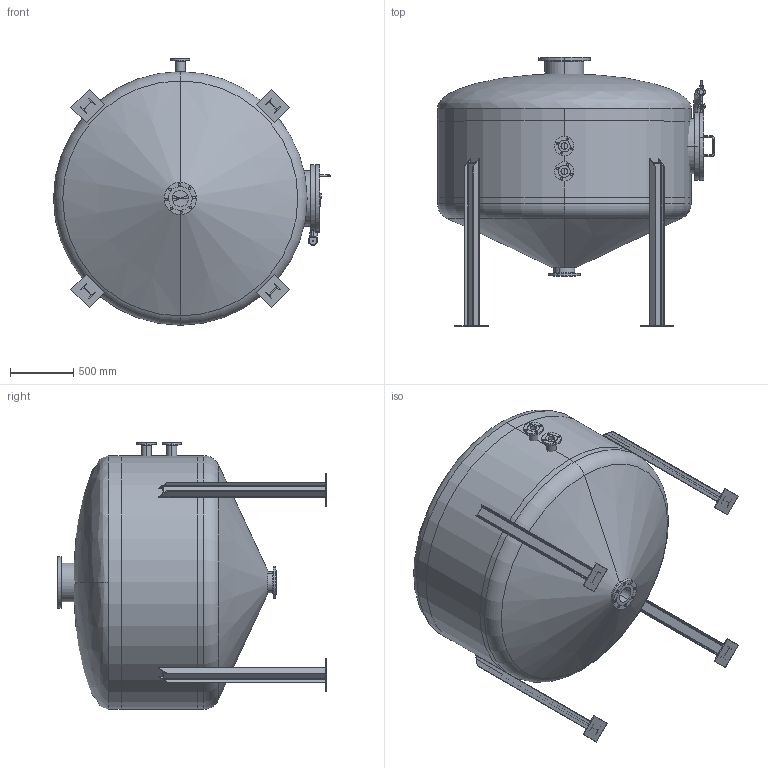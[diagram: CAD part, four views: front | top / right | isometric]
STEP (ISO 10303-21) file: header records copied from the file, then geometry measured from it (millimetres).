
FILE_DESCRIPTION (( 'STEP AP203' ), '1' );
FILE_NAME ('Default.STEP', '2025-05-13T16:44:04', '' );
FILE_SCHEMA (( 'CONFIG_CONTROL_DESIGN' ));
Length unit declared in the file: millimetre
Products named in the file (1): Default
Bounding box: 2184.14 x 2122.61 x 2101.59 mm (x, y, z)
Volume: 201309592.3 mm3; surface area: 30152086.2 mm2
Topology: 29 solids, 29 shells, 466 faces, 1135 edges, 734 vertices
Faces by surface type: cylinder 246, plane 146, cone 38, torus 32, bspline 4
Entity records: 14700 total; most frequent: CARTESIAN_POINT 3184, DIRECTION 2519, ORIENTED_EDGE 2262, EDGE_CURVE 1131, AXIS2_PLACEMENT_3D 1021, VERTEX_POINT 734, EDGE_LOOP 609, CIRCLE 558
